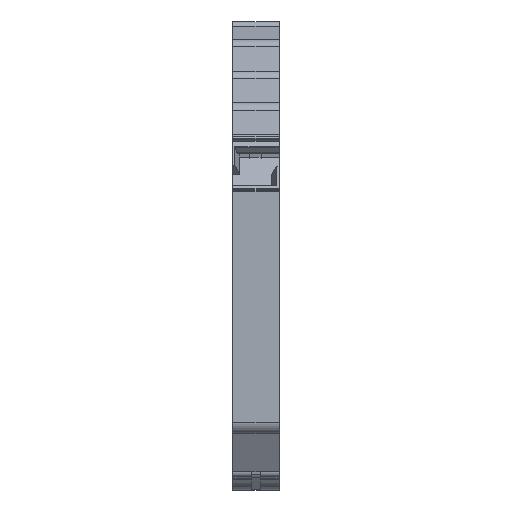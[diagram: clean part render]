
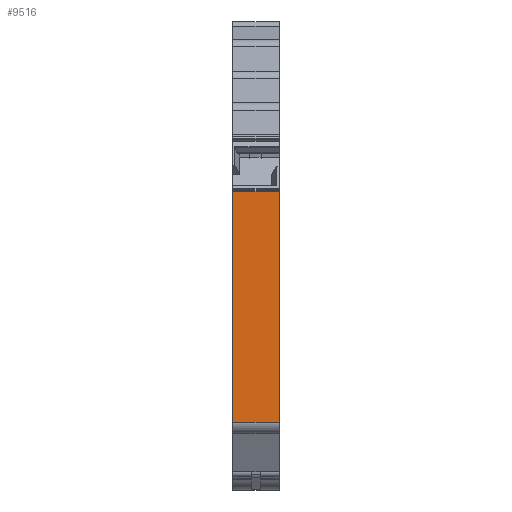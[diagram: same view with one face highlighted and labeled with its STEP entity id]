
A CAD part, front view. The second image highlights one B-rep face of the part: STEP entity #9516.
In plain terms, the highlighted planar face has unit normal (0, -1, 0).
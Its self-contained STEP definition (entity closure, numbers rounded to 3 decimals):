
#9489=AXIS2_PLACEMENT_3D('Plane Axis2P3D',#9486,#9487,#9488) ;
#9464=CARTESIAN_POINT('Vertex',(0.,0.,33.036)) ;
#9467=CARTESIAN_POINT('Line Origine',(5.94,0.,33.036)) ;
#9471=CARTESIAN_POINT('Vertex',(5.1,0.,33.036)) ;
#9486=CARTESIAN_POINT('Axis2P3D Location',(5.1,0.,16.2)) ;
#9491=CARTESIAN_POINT('Line Origine',(0.,0.,20.261)) ;
#9495=CARTESIAN_POINT('Vertex',(0.,0.,7.486)) ;
#9498=CARTESIAN_POINT('Line Origine',(2.55,0.,7.486)) ;
#9502=CARTESIAN_POINT('Vertex',(5.1,0.,7.486)) ;
#9505=CARTESIAN_POINT('Line Origine',(5.1,0.,20.261)) ;
#9468=DIRECTION('Vector Direction',(1.,0.,0.)) ;
#9487=DIRECTION('Axis2P3D Direction',(0.,1.,0.)) ;
#9488=DIRECTION('Axis2P3D XDirection',(1.,0.,0.)) ;
#9492=DIRECTION('Vector Direction',(0.,0.,1.)) ;
#9499=DIRECTION('Vector Direction',(-1.,0.,0.)) ;
#9506=DIRECTION('Vector Direction',(0.,0.,1.)) ;
#9469=VECTOR('Line Direction',#9468,1.) ;
#9493=VECTOR('Line Direction',#9492,1.) ;
#9500=VECTOR('Line Direction',#9499,1.) ;
#9507=VECTOR('Line Direction',#9506,1.) ;
#9511=ORIENTED_EDGE('',*,*,#9497,.F.) ;
#9512=ORIENTED_EDGE('',*,*,#9504,.F.) ;
#9513=ORIENTED_EDGE('',*,*,#9509,.F.) ;
#9514=ORIENTED_EDGE('',*,*,#9473,.F.) ;
#9516=ADVANCED_FACE('V2',(#9515),#9490,.F.) ;
#9473=EDGE_CURVE('',#9465,#9472,#9470,.T.) ;
#9497=EDGE_CURVE('',#9496,#9465,#9494,.T.) ;
#9504=EDGE_CURVE('',#9503,#9496,#9501,.T.) ;
#9509=EDGE_CURVE('',#9472,#9503,#9508,.F.) ;
#9510=EDGE_LOOP('',(#9511,#9512,#9513,#9514)) ;
#9515=FACE_OUTER_BOUND('',#9510,.T.) ;
#9470=LINE('Line',#9467,#9469) ;
#9494=LINE('Line',#9491,#9493) ;
#9501=LINE('Line',#9498,#9500) ;
#9508=LINE('Line',#9505,#9507) ;
#9490=PLANE('',#9489) ;
#9465=VERTEX_POINT('',#9464) ;
#9472=VERTEX_POINT('',#9471) ;
#9496=VERTEX_POINT('',#9495) ;
#9503=VERTEX_POINT('',#9502) ;
